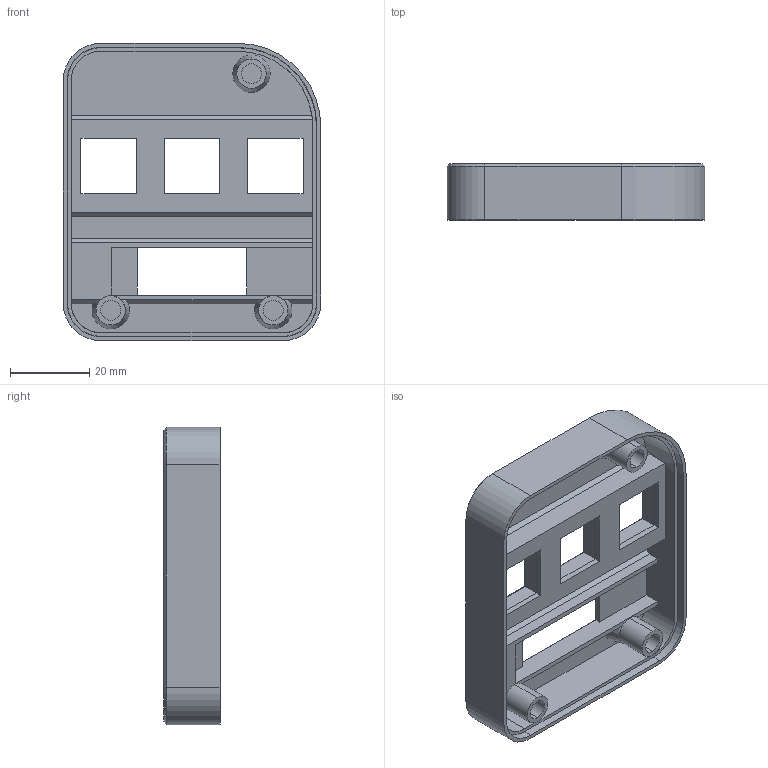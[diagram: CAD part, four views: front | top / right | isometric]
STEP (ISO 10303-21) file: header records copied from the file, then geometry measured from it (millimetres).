
FILE_DESCRIPTION (( 'STEP AP214' ), '1' );
FILE_NAME ('LID_CASE_V1-2.STEP', '2024-09-14T02:25:51', ( '' ), ( '' ), 'SwSTEP 2.0', 'SolidWorks 2024', '' );
FILE_SCHEMA (( 'AUTOMOTIVE_DESIGN' ));
Length unit declared in the file: millimetre
Products named in the file (1): LID_CASE_V1-2
Bounding box: 65 x 14.12 x 75 mm (x, y, z)
Volume: 17332.1 mm3; surface area: 18597.3 mm2
Topology: 1 solids, 1 shells, 124 faces, 312 edges, 198 vertices
Faces by surface type: plane 92, cylinder 20, cone 12
Entity records: 3700 total; most frequent: CARTESIAN_POINT 668, ORIENTED_EDGE 624, DIRECTION 612, EDGE_CURVE 312, LINE 240, VECTOR 240, VERTEX_POINT 198, AXIS2_PLACEMENT_3D 186
